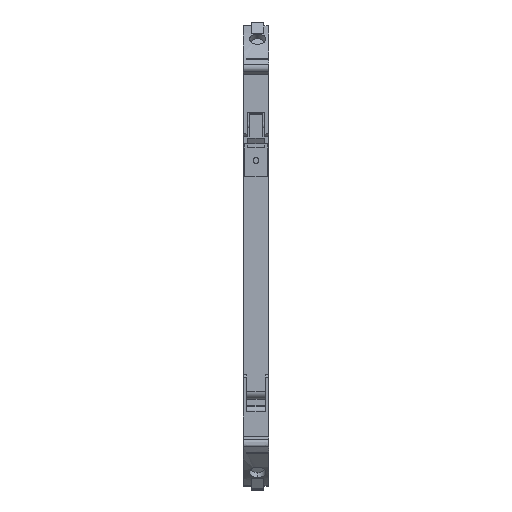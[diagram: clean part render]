
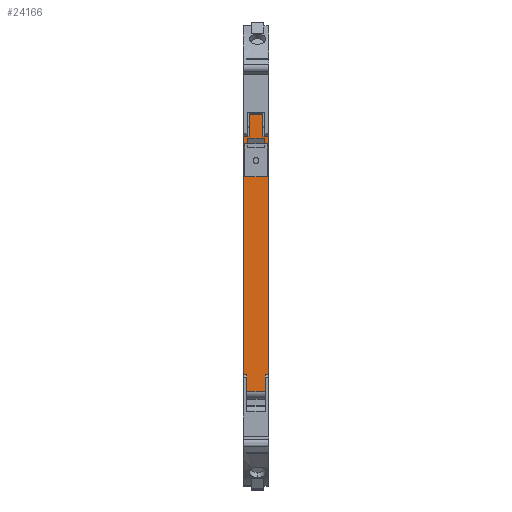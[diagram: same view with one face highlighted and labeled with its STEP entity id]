
A CAD part, top view. The second image highlights one B-rep face of the part: STEP entity #24166.
In plain terms, the highlighted planar face has unit normal (0, 0, 1).
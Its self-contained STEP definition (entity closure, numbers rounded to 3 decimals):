
#24140=AXIS2_PLACEMENT_3D('Plane Axis2P3D',#24137,#24138,#24139) ;
#23536=CARTESIAN_POINT('Vertex',(6.09,84.963,112.497)) ;
#23541=CARTESIAN_POINT('Line Origine',(6.09,56.263,112.497)) ;
#23545=CARTESIAN_POINT('Vertex',(6.09,27.563,112.497)) ;
#23587=CARTESIAN_POINT('Line Origine',(5.695,27.563,112.497)) ;
#23591=CARTESIAN_POINT('Vertex',(5.3,27.563,112.497)) ;
#23618=CARTESIAN_POINT('Vertex',(4.72,84.963,112.497)) ;
#23621=CARTESIAN_POINT('Line Origine',(5.405,84.963,112.497)) ;
#23643=CARTESIAN_POINT('Vertex',(5.3,23.563,112.497)) ;
#23652=CARTESIAN_POINT('Control Point',(5.3,23.563,112.497)) ;
#23653=CARTESIAN_POINT('Control Point',(5.3,24.563,112.497)) ;
#23654=CARTESIAN_POINT('Control Point',(5.3,25.563,112.497)) ;
#23655=CARTESIAN_POINT('Control Point',(5.3,26.563,112.497)) ;
#23656=CARTESIAN_POINT('Control Point',(5.3,27.563,112.497)) ;
#23677=CARTESIAN_POINT('Vertex',(4.72,90.264,112.497)) ;
#23681=CARTESIAN_POINT('Control Point',(4.72,84.963,112.497)) ;
#23682=CARTESIAN_POINT('Control Point',(4.72,86.024,112.497)) ;
#23683=CARTESIAN_POINT('Control Point',(4.72,87.084,112.497)) ;
#23684=CARTESIAN_POINT('Control Point',(4.72,88.144,112.497)) ;
#23685=CARTESIAN_POINT('Control Point',(4.72,89.204,112.497)) ;
#23686=CARTESIAN_POINT('Control Point',(4.72,90.264,112.497)) ;
#23701=CARTESIAN_POINT('Line Origine',(3.05,90.264,112.497)) ;
#23705=CARTESIAN_POINT('Vertex',(1.38,90.264,112.497)) ;
#23744=CARTESIAN_POINT('Vertex',(1.38,84.963,112.497)) ;
#23747=CARTESIAN_POINT('Line Origine',(1.38,87.614,112.497)) ;
#23771=CARTESIAN_POINT('Vertex',(0.01,84.963,112.497)) ;
#23774=CARTESIAN_POINT('Line Origine',(0.695,84.963,112.497)) ;
#23803=CARTESIAN_POINT('Vertex',(0.01,27.563,112.497)) ;
#23806=CARTESIAN_POINT('Line Origine',(0.01,56.263,112.497)) ;
#23823=CARTESIAN_POINT('Vertex',(0.8,27.563,112.497)) ;
#23828=CARTESIAN_POINT('Line Origine',(0.405,27.563,112.497)) ;
#23850=CARTESIAN_POINT('Vertex',(0.8,23.563,112.497)) ;
#23853=CARTESIAN_POINT('Line Origine',(0.8,25.563,112.497)) ;
#23871=CARTESIAN_POINT('Line Origine',(3.05,23.563,112.497)) ;
#23893=CARTESIAN_POINT('Vertex',(5.806,83.17,112.497)) ;
#23898=CARTESIAN_POINT('Line Origine',(5.408,83.17,112.497)) ;
#23902=CARTESIAN_POINT('Vertex',(5.011,83.17,112.497)) ;
#23941=CARTESIAN_POINT('Vertex',(5.806,75.257,112.497)) ;
#23944=CARTESIAN_POINT('Line Origine',(5.806,79.213,112.497)) ;
#23973=CARTESIAN_POINT('Vertex',(0.294,75.257,112.497)) ;
#23976=CARTESIAN_POINT('Line Origine',(3.05,75.257,112.497)) ;
#24005=CARTESIAN_POINT('Vertex',(0.294,83.17,112.497)) ;
#24008=CARTESIAN_POINT('Line Origine',(0.294,79.213,112.497)) ;
#24025=CARTESIAN_POINT('Vertex',(1.089,83.17,112.497)) ;
#24030=CARTESIAN_POINT('Line Origine',(0.692,83.17,112.497)) ;
#24052=CARTESIAN_POINT('Vertex',(1.089,84.57,112.497)) ;
#24055=CARTESIAN_POINT('Line Origine',(1.089,83.87,112.497)) ;
#24077=CARTESIAN_POINT('Vertex',(5.011,84.57,112.497)) ;
#24080=CARTESIAN_POINT('Line Origine',(3.05,84.57,112.497)) ;
#24098=CARTESIAN_POINT('Line Origine',(5.011,83.87,112.497)) ;
#24137=CARTESIAN_POINT('Axis2P3D Location',(0.075,85.563,112.497)) ;
#23542=DIRECTION('Vector Direction',(0.,1.,0.)) ;
#23588=DIRECTION('Vector Direction',(-1.,0.,0.)) ;
#23622=DIRECTION('Vector Direction',(-1.,0.,0.)) ;
#23702=DIRECTION('Vector Direction',(-1.,0.,0.)) ;
#23748=DIRECTION('Vector Direction',(0.,-1.,0.)) ;
#23775=DIRECTION('Vector Direction',(-1.,0.,0.)) ;
#23807=DIRECTION('Vector Direction',(0.,1.,0.)) ;
#23829=DIRECTION('Vector Direction',(-1.,0.,0.)) ;
#23854=DIRECTION('Vector Direction',(0.,1.,0.)) ;
#23872=DIRECTION('Vector Direction',(1.,0.,0.)) ;
#23899=DIRECTION('Vector Direction',(1.,0.,0.)) ;
#23945=DIRECTION('Vector Direction',(0.,1.,0.)) ;
#23977=DIRECTION('Vector Direction',(1.,0.,0.)) ;
#24009=DIRECTION('Vector Direction',(0.,-1.,0.)) ;
#24031=DIRECTION('Vector Direction',(1.,0.,0.)) ;
#24056=DIRECTION('Vector Direction',(0.,-1.,0.)) ;
#24081=DIRECTION('Vector Direction',(1.,0.,0.)) ;
#24099=DIRECTION('Vector Direction',(0.,1.,0.)) ;
#24138=DIRECTION('Axis2P3D Direction',(0.,0.,-1.)) ;
#24139=DIRECTION('Axis2P3D XDirection',(0.,1.,0.)) ;
#23543=VECTOR('Line Direction',#23542,1.) ;
#23589=VECTOR('Line Direction',#23588,1.) ;
#23623=VECTOR('Line Direction',#23622,1.) ;
#23703=VECTOR('Line Direction',#23702,1.) ;
#23749=VECTOR('Line Direction',#23748,1.) ;
#23776=VECTOR('Line Direction',#23775,1.) ;
#23808=VECTOR('Line Direction',#23807,1.) ;
#23830=VECTOR('Line Direction',#23829,1.) ;
#23855=VECTOR('Line Direction',#23854,1.) ;
#23873=VECTOR('Line Direction',#23872,1.) ;
#23900=VECTOR('Line Direction',#23899,1.) ;
#23946=VECTOR('Line Direction',#23945,1.) ;
#23978=VECTOR('Line Direction',#23977,1.) ;
#24010=VECTOR('Line Direction',#24009,1.) ;
#24032=VECTOR('Line Direction',#24031,1.) ;
#24057=VECTOR('Line Direction',#24056,1.) ;
#24082=VECTOR('Line Direction',#24081,1.) ;
#24100=VECTOR('Line Direction',#24099,1.) ;
#24143=ORIENTED_EDGE('',*,*,#23593,.F.) ;
#24144=ORIENTED_EDGE('',*,*,#23547,.T.) ;
#24145=ORIENTED_EDGE('',*,*,#23625,.F.) ;
#24146=ORIENTED_EDGE('',*,*,#23687,.T.) ;
#24147=ORIENTED_EDGE('',*,*,#23707,.F.) ;
#24148=ORIENTED_EDGE('',*,*,#23751,.T.) ;
#24149=ORIENTED_EDGE('',*,*,#23778,.T.) ;
#24150=ORIENTED_EDGE('',*,*,#23810,.F.) ;
#24151=ORIENTED_EDGE('',*,*,#23832,.F.) ;
#24152=ORIENTED_EDGE('',*,*,#23857,.F.) ;
#24153=ORIENTED_EDGE('',*,*,#23875,.F.) ;
#24154=ORIENTED_EDGE('',*,*,#23657,.T.) ;
#24157=ORIENTED_EDGE('',*,*,#24059,.T.) ;
#24158=ORIENTED_EDGE('',*,*,#24084,.F.) ;
#24159=ORIENTED_EDGE('',*,*,#24102,.T.) ;
#24160=ORIENTED_EDGE('',*,*,#23904,.T.) ;
#24161=ORIENTED_EDGE('',*,*,#23948,.T.) ;
#24162=ORIENTED_EDGE('',*,*,#23980,.F.) ;
#24163=ORIENTED_EDGE('',*,*,#24012,.T.) ;
#24164=ORIENTED_EDGE('',*,*,#24034,.T.) ;
#24165=FACE_BOUND('',#24156,.T.) ;
#24166=ADVANCED_FACE('AUFDRUCK_ORANGE',(#24155,#24165),#24141,.F.) ;
#23651=B_SPLINE_CURVE_WITH_KNOTS('',4,(#23652,#23653,#23654,#23655,#23656),.UNSPECIFIED.,.F.,.U.,(5,5),(0.,4.),.UNSPECIFIED.) ;
#23680=B_SPLINE_CURVE_WITH_KNOTS('',5,(#23681,#23682,#23683,#23684,#23685,#23686),.UNSPECIFIED.,.F.,.U.,(6,6),(0.,5.301),.UNSPECIFIED.) ;
#23547=EDGE_CURVE('',#23546,#23537,#23544,.T.) ;
#23593=EDGE_CURVE('',#23546,#23592,#23590,.T.) ;
#23625=EDGE_CURVE('',#23619,#23537,#23624,.F.) ;
#23657=EDGE_CURVE('',#23644,#23592,#23651,.T.) ;
#23687=EDGE_CURVE('',#23619,#23678,#23680,.T.) ;
#23707=EDGE_CURVE('',#23706,#23678,#23704,.F.) ;
#23751=EDGE_CURVE('',#23706,#23745,#23750,.T.) ;
#23778=EDGE_CURVE('',#23745,#23772,#23777,.T.) ;
#23810=EDGE_CURVE('',#23804,#23772,#23809,.T.) ;
#23832=EDGE_CURVE('',#23824,#23804,#23831,.T.) ;
#23857=EDGE_CURVE('',#23851,#23824,#23856,.T.) ;
#23875=EDGE_CURVE('',#23644,#23851,#23874,.F.) ;
#23904=EDGE_CURVE('',#23903,#23894,#23901,.T.) ;
#23948=EDGE_CURVE('',#23894,#23942,#23947,.F.) ;
#23980=EDGE_CURVE('',#23974,#23942,#23979,.T.) ;
#24012=EDGE_CURVE('',#23974,#24006,#24011,.F.) ;
#24034=EDGE_CURVE('',#24006,#24026,#24033,.T.) ;
#24059=EDGE_CURVE('',#24026,#24053,#24058,.F.) ;
#24084=EDGE_CURVE('',#24078,#24053,#24083,.F.) ;
#24102=EDGE_CURVE('',#24078,#23903,#24101,.F.) ;
#24142=EDGE_LOOP('',(#24143,#24144,#24145,#24146,#24147,#24148,#24149,#24150,#24151,#24152,#24153,#24154)) ;
#24156=EDGE_LOOP('',(#24157,#24158,#24159,#24160,#24161,#24162,#24163,#24164)) ;
#24155=FACE_OUTER_BOUND('',#24142,.T.) ;
#23544=LINE('Line',#23541,#23543) ;
#23590=LINE('Line',#23587,#23589) ;
#23624=LINE('Line',#23621,#23623) ;
#23704=LINE('Line',#23701,#23703) ;
#23750=LINE('Line',#23747,#23749) ;
#23777=LINE('Line',#23774,#23776) ;
#23809=LINE('Line',#23806,#23808) ;
#23831=LINE('Line',#23828,#23830) ;
#23856=LINE('Line',#23853,#23855) ;
#23874=LINE('Line',#23871,#23873) ;
#23901=LINE('Line',#23898,#23900) ;
#23947=LINE('Line',#23944,#23946) ;
#23979=LINE('Line',#23976,#23978) ;
#24011=LINE('Line',#24008,#24010) ;
#24033=LINE('Line',#24030,#24032) ;
#24058=LINE('Line',#24055,#24057) ;
#24083=LINE('Line',#24080,#24082) ;
#24101=LINE('Line',#24098,#24100) ;
#24141=PLANE('',#24140) ;
#23537=VERTEX_POINT('',#23536) ;
#23546=VERTEX_POINT('',#23545) ;
#23592=VERTEX_POINT('',#23591) ;
#23619=VERTEX_POINT('',#23618) ;
#23644=VERTEX_POINT('',#23643) ;
#23678=VERTEX_POINT('',#23677) ;
#23706=VERTEX_POINT('',#23705) ;
#23745=VERTEX_POINT('',#23744) ;
#23772=VERTEX_POINT('',#23771) ;
#23804=VERTEX_POINT('',#23803) ;
#23824=VERTEX_POINT('',#23823) ;
#23851=VERTEX_POINT('',#23850) ;
#23894=VERTEX_POINT('',#23893) ;
#23903=VERTEX_POINT('',#23902) ;
#23942=VERTEX_POINT('',#23941) ;
#23974=VERTEX_POINT('',#23973) ;
#24006=VERTEX_POINT('',#24005) ;
#24026=VERTEX_POINT('',#24025) ;
#24053=VERTEX_POINT('',#24052) ;
#24078=VERTEX_POINT('',#24077) ;
